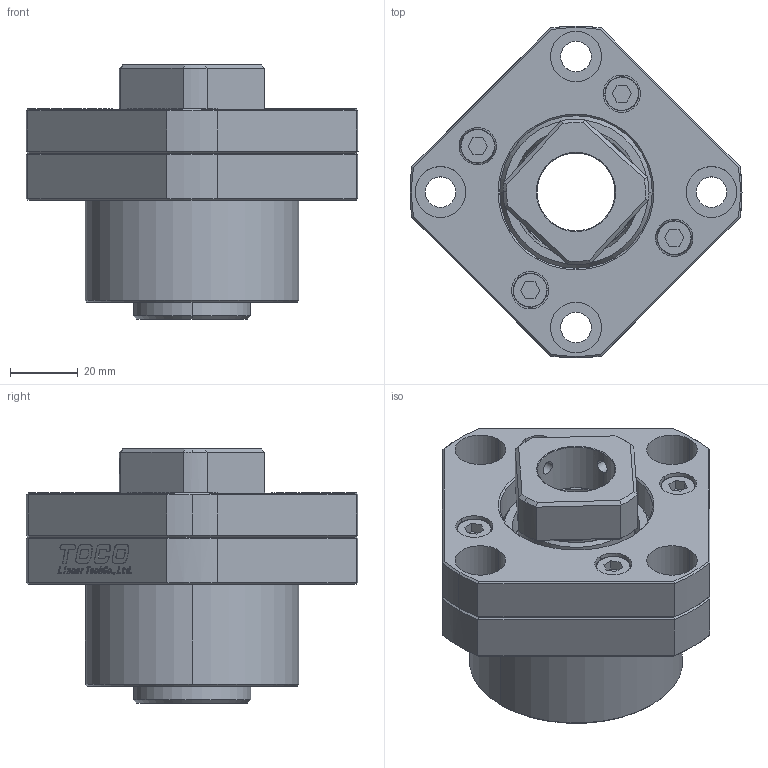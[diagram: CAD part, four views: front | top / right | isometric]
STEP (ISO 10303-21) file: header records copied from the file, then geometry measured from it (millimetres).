
FILE_DESCRIPTION (( 'STEP AP214' ), '1' );
FILE_NAME ('FK25.STEP', '2019-04-08T01:49:07', ( '' ), ( '' ), 'SwSTEP 2.0', 'SolidWorks 2015', '' );
FILE_SCHEMA (( 'AUTOMOTIVE_DESIGN' ));
Length unit declared in the file: millimetre
Products named in the file (1): FK25
Bounding box: 98 x 97.94 x 75 mm (x, y, z)
Surface area: 47975.4 mm2 (no closed solid volume)
Topology: 0 solids, 33 shells, 777 faces, 2079 edges, 1359 vertices
Faces by surface type: plane 609, cone 68, cylinder 67, bspline 33
Entity records: 26849 total; most frequent: CARTESIAN_POINT 6732, ORIENTED_EDGE 4076, DIRECTION 3616, EDGE_CURVE 2079, LINE 1714, VECTOR 1714, VERTEX_POINT 1359, AXIS2_PLACEMENT_3D 951
